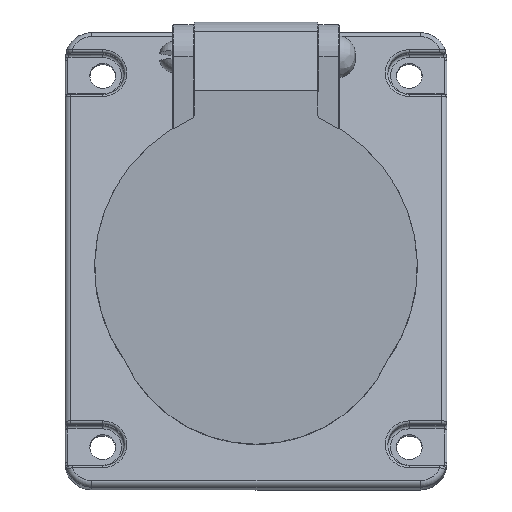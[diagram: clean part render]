
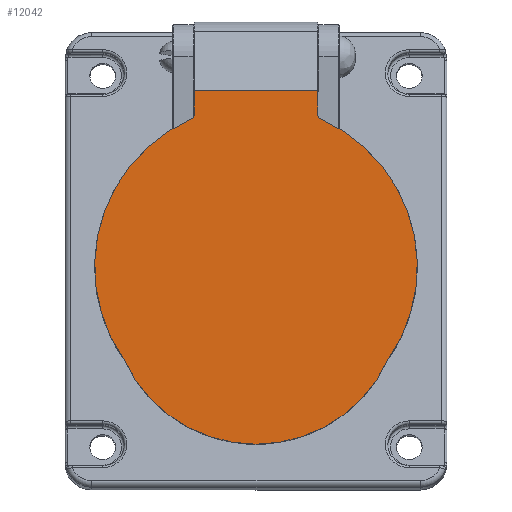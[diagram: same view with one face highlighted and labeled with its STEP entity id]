
A CAD part, top view. The second image highlights one B-rep face of the part: STEP entity #12042.
In plain terms, the highlighted face is planar.
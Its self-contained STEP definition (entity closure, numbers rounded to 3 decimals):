
#524=PLANE('',#13382);
#1344=FACE_OUTER_BOUND('',#2168,.T.);
#2168=EDGE_LOOP('',(#9757,#9758,#9759,#9760,#9761,#9762,#9763,#9764));
#2997=LINE('',#19807,#3883);
#3010=LINE('',#19890,#3896);
#3032=LINE('',#19953,#3918);
#3883=VECTOR('',#15867,10.);
#3896=VECTOR('',#15924,10.);
#3918=VECTOR('',#16004,10.);
#4783=CIRCLE('',#13323,0.75);
#4785=CIRCLE('',#13326,30.);
#4792=CIRCLE('',#13337,30.);
#4794=CIRCLE('',#13340,0.75);
#4811=CIRCLE('',#13380,27.);
#5571=VERTEX_POINT('',#19804);
#5572=VERTEX_POINT('',#19806);
#5574=VERTEX_POINT('',#19812);
#5578=VERTEX_POINT('',#19835);
#5585=VERTEX_POINT('',#19857);
#5586=VERTEX_POINT('',#19859);
#5589=VERTEX_POINT('',#19880);
#5592=VERTEX_POINT('',#19888);
#7019=EDGE_CURVE('',#5572,#5571,#2997,.T.);
#7023=EDGE_CURVE('',#5574,#5571,#4783,.T.);
#7028=EDGE_CURVE('',#5574,#5578,#4785,.T.);
#7039=EDGE_CURVE('',#5586,#5585,#4792,.T.);
#7044=EDGE_CURVE('',#5589,#5585,#4794,.T.);
#7048=EDGE_CURVE('',#5589,#5592,#3010,.T.);
#7080=EDGE_CURVE('',#5592,#5572,#3032,.T.);
#7088=EDGE_CURVE('',#5578,#5586,#4811,.T.);
#9757=ORIENTED_EDGE('',*,*,#7039,.T.);
#9758=ORIENTED_EDGE('',*,*,#7044,.F.);
#9759=ORIENTED_EDGE('',*,*,#7048,.T.);
#9760=ORIENTED_EDGE('',*,*,#7080,.T.);
#9761=ORIENTED_EDGE('',*,*,#7019,.T.);
#9762=ORIENTED_EDGE('',*,*,#7023,.F.);
#9763=ORIENTED_EDGE('',*,*,#7028,.T.);
#9764=ORIENTED_EDGE('',*,*,#7088,.T.);
#12042=ADVANCED_FACE('',(#1344),#524,.T.);
#13323=AXIS2_PLACEMENT_3D('',#19814,#15874,#15875);
#13326=AXIS2_PLACEMENT_3D('',#19837,#15882,#15883);
#13337=AXIS2_PLACEMENT_3D('',#19860,#15908,#15909);
#13340=AXIS2_PLACEMENT_3D('',#19882,#15916,#15917);
#13380=AXIS2_PLACEMENT_3D('',#20030,#16021,#16022);
#13382=AXIS2_PLACEMENT_3D('',#20032,#16025,#16026);
#15867=DIRECTION('',(0.,-1.,0.));
#15874=DIRECTION('center_axis',(0.,0.,1.));
#15875=DIRECTION('ref_axis',(0.836,-0.548,0.));
#15882=DIRECTION('center_axis',(0.,0.,1.));
#15883=DIRECTION('ref_axis',(-1.,0.,0.));
#15908=DIRECTION('center_axis',(0.,0.,1.));
#15909=DIRECTION('ref_axis',(-1.,0.,0.));
#15916=DIRECTION('center_axis',(0.,0.,1.));
#15917=DIRECTION('ref_axis',(-0.836,-0.548,0.));
#15924=DIRECTION('',(0.,1.,0.));
#16004=DIRECTION('',(-1.,0.,0.));
#16021=DIRECTION('center_axis',(0.,0.,1.));
#16022=DIRECTION('ref_axis',(-1.,0.,0.));
#16025=DIRECTION('center_axis',(0.,0.,1.));
#16026=DIRECTION('ref_axis',(1.,0.,0.));
#19804=CARTESIAN_POINT('',(-11.5,28.205,2.5));
#19806=CARTESIAN_POINT('',(-11.5,32.708,2.5));
#19807=CARTESIAN_POINT('',(-11.5,32.708,2.5));
#19812=CARTESIAN_POINT('',(-11.951,27.517,2.5));
#19814=CARTESIAN_POINT('Origin',(-12.25,28.205,2.5));
#19835=CARTESIAN_POINT('',(-24.545,-17.25,2.5));
#19837=CARTESIAN_POINT('Origin',(0.,0.,2.5));
#19857=CARTESIAN_POINT('',(11.951,27.517,2.5));
#19859=CARTESIAN_POINT('',(24.545,-17.25,2.5));
#19860=CARTESIAN_POINT('Origin',(0.,0.,2.5));
#19880=CARTESIAN_POINT('',(11.5,28.205,2.5));
#19882=CARTESIAN_POINT('Origin',(12.25,28.205,2.5));
#19888=CARTESIAN_POINT('',(11.5,32.708,2.5));
#19890=CARTESIAN_POINT('',(11.5,27.708,2.5));
#19953=CARTESIAN_POINT('',(11.5,32.708,2.5));
#20030=CARTESIAN_POINT('Origin',(0.,-6.,2.5));
#20032=CARTESIAN_POINT('Origin',(0.,0.,
2.5));
